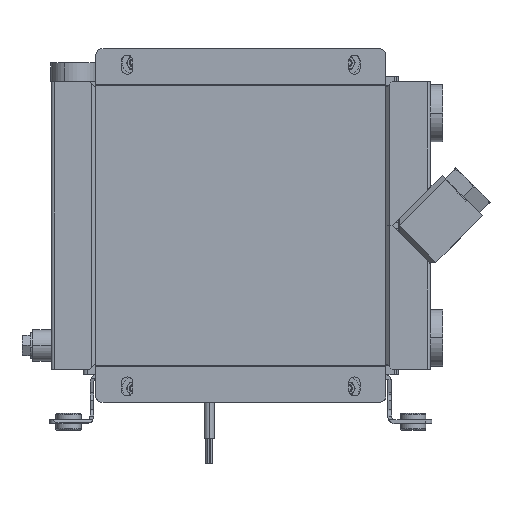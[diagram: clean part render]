
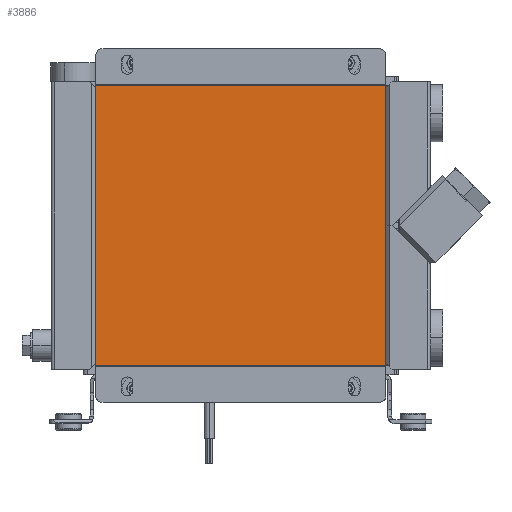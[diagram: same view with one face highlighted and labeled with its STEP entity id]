
A CAD part, top view. The second image highlights one B-rep face of the part: STEP entity #3886.
In plain terms, the highlighted planar face has unit normal (0, 0, 1).
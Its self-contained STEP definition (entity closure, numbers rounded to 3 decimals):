
#625 = CARTESIAN_POINT ( 'NONE',  ( 230., 0., 45. ) ) ;
#1636 = LINE ( 'NONE', #47090, #63752 ) ;
#3886 = ADVANCED_FACE ( 'NONE', ( #47787 ), #9265, .T. ) ;
#4695 = CARTESIAN_POINT ( 'NONE',  ( 0., 0., 45. ) ) ;
#7999 = CARTESIAN_POINT ( 'NONE',  ( 230., 0., 45. ) ) ;
#9265 = PLANE ( 'NONE',  #38143 ) ;
#10130 = EDGE_LOOP ( 'NONE', ( #54416, #39181, #64919, #51013 ) ) ;
#10367 = VERTEX_POINT ( 'NONE', #7999 ) ;
#14704 = CARTESIAN_POINT ( 'NONE',  ( 0., -222., 45. ) ) ;
#15770 = VERTEX_POINT ( 'NONE', #22854 ) ;
#16288 = LINE ( 'NONE', #4695, #21072 ) ;
#16763 = VERTEX_POINT ( 'NONE', #69765 ) ;
#19727 = EDGE_CURVE ( 'NONE', #15770, #10367, #55553, .T. ) ;
#21072 = VECTOR ( 'NONE', #39196, 1000. ) ;
#21727 = EDGE_CURVE ( 'NONE', #16763, #32066, #16288, .T. ) ;
#22854 = CARTESIAN_POINT ( 'NONE',  ( 230., -222., 45. ) ) ;
#24272 = CARTESIAN_POINT ( 'NONE',  ( 0., -222., 45. ) ) ;
#26695 = DIRECTION ( 'NONE',  ( 0., 0., 1. ) ) ;
#29596 = DIRECTION ( 'NONE',  ( -1., 0., 0. ) ) ;
#32066 = VERTEX_POINT ( 'NONE', #24272 ) ;
#37611 = DIRECTION ( 'NONE',  ( 1., 0., 0. ) ) ;
#38143 = AXIS2_PLACEMENT_3D ( 'NONE', #14704, #26695, #70359 ) ;
#39179 = DIRECTION ( 'NONE',  ( 0., 1., 0. ) ) ;
#39181 = ORIENTED_EDGE ( 'NONE', *, *, #70911, .T. ) ;
#39196 = DIRECTION ( 'NONE',  ( 0., -1., 0. ) ) ;
#41236 = CARTESIAN_POINT ( 'NONE',  ( 0., 0., 45. ) ) ;
#42088 = EDGE_CURVE ( 'NONE', #10367, #16763, #52131, .T. ) ;
#46581 = VECTOR ( 'NONE', #39179, 1000. ) ;
#47090 = CARTESIAN_POINT ( 'NONE',  ( 0., -222., 45. ) ) ;
#47787 = FACE_OUTER_BOUND ( 'NONE', #10130, .T. ) ;
#51013 = ORIENTED_EDGE ( 'NONE', *, *, #42088, .T. ) ;
#52131 = LINE ( 'NONE', #41236, #60593 ) ;
#54416 = ORIENTED_EDGE ( 'NONE', *, *, #21727, .T. ) ;
#55553 = LINE ( 'NONE', #625, #46581 ) ;
#60593 = VECTOR ( 'NONE', #29596, 1000. ) ;
#63752 = VECTOR ( 'NONE', #37611, 1000. ) ;
#64919 = ORIENTED_EDGE ( 'NONE', *, *, #19727, .T. ) ;
#69765 = CARTESIAN_POINT ( 'NONE',  ( 0., 0., 45. ) ) ;
#70359 = DIRECTION ( 'NONE',  ( 1., 0., 0. ) ) ;
#70911 = EDGE_CURVE ( 'NONE', #32066, #15770, #1636, .T. ) ;
